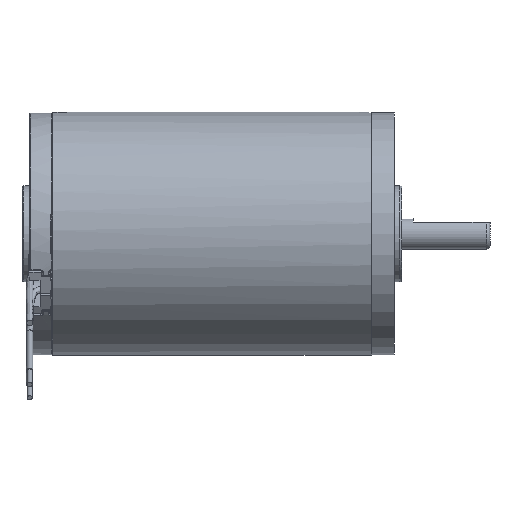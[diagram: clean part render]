
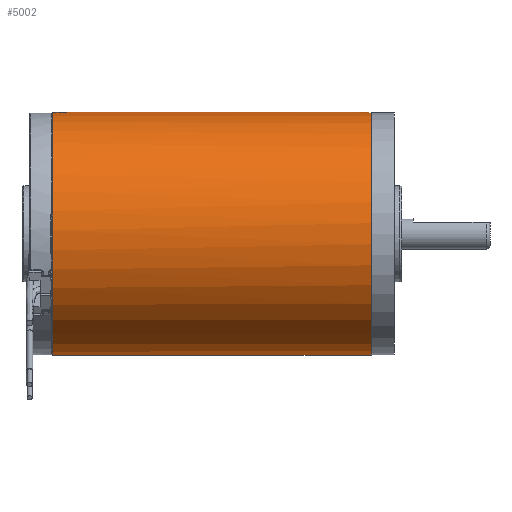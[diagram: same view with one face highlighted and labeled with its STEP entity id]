
A CAD part, front view. The second image highlights one B-rep face of the part: STEP entity #5002.
In plain terms, the highlighted cylindrical face has radius 31.75 mm (diameter 63.5 mm), a full revolution.
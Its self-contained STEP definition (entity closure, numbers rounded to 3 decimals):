
#2041=LINE('',#32639,#2896);
#2042=LINE('',#32641,#2897);
#2896=VECTOR('',#24986,1.);
#2897=VECTOR('',#24987,1.);
#5002=ADVANCED_FACE('',(#6548,#6549),#6025,.T.);
#6025=CYLINDRICAL_SURFACE('',#21145,31.75);
#6548=FACE_BOUND('',#7455,.T.);
#6549=FACE_BOUND('',#7456,.T.);
#7455=EDGE_LOOP('',(#10230,#10231,#10232,#10233));
#7456=EDGE_LOOP('',(#10234));
#10230=ORIENTED_EDGE('',*,*,#16766,.F.);
#10231=ORIENTED_EDGE('',*,*,#16765,.F.);
#10232=ORIENTED_EDGE('',*,*,#16767,.F.);
#10233=ORIENTED_EDGE('',*,*,#16768,.T.);
#10234=ORIENTED_EDGE('',*,*,#16769,.T.);
#14666=VERTEX_POINT('',#32632);
#14668=VERTEX_POINT('',#32636);
#14669=VERTEX_POINT('',#32640);
#14670=VERTEX_POINT('',#32642);
#14671=VERTEX_POINT('',#32645);
#16765=EDGE_CURVE('',#14668,#14666,#19254,.T.);
#16766=EDGE_CURVE('',#14666,#14669,#2041,.T.);
#16767=EDGE_CURVE('',#14670,#14668,#2042,.T.);
#16768=EDGE_CURVE('',#14670,#14669,#19255,.T.);
#16769=EDGE_CURVE('',#14671,#14671,#19256,.T.);
#19254=CIRCLE('',#21141,31.75);
#19255=CIRCLE('',#21143,31.75);
#19256=CIRCLE('',#21144,31.75);
#21141=AXIS2_PLACEMENT_3D('',#32637,#24982,#24983);
#21143=AXIS2_PLACEMENT_3D('',#32643,#24988,#24989);
#21144=AXIS2_PLACEMENT_3D('',#32644,#24990,#24991);
#21145=AXIS2_PLACEMENT_3D('',#32646,#24992,#24993);
#24982=DIRECTION('',(-1.,0.,0.));
#24983=DIRECTION('',(0.,-0.707,-0.707));
#24986=DIRECTION('',(1.,0.,0.));
#24987=DIRECTION('',(-1.,0.,0.));
#24988=DIRECTION('',(1.,0.,0.));
#24989=DIRECTION('',(0.,-0.707,-0.707));
#24990=DIRECTION('',(-1.,0.,0.));
#24991=DIRECTION('',(0.,-0.707,-0.707));
#24992=DIRECTION('',(-1.,0.,0.));
#24993=DIRECTION('',(0.,-0.707,-0.707));
#32632=CARTESIAN_POINT('',(-89.,-2.55,31.647));
#32636=CARTESIAN_POINT('',(-89.,2.55,31.647));
#32637=CARTESIAN_POINT('',(-89.,0.,0.));
#32639=CARTESIAN_POINT('',(-47.5,-2.55,31.647));
#32640=CARTESIAN_POINT('',(-85.4,-2.55,31.647));
#32641=CARTESIAN_POINT('',(-47.5,2.55,31.647));
#32642=CARTESIAN_POINT('',(-85.4,2.55,31.647));
#32643=CARTESIAN_POINT('',(-85.4,0.,0.));
#32644=CARTESIAN_POINT('',(-6.,0.,0.));
#32645=CARTESIAN_POINT('',(-6.,-22.451,-22.451));
#32646=CARTESIAN_POINT('',(-47.5,0.,0.));
